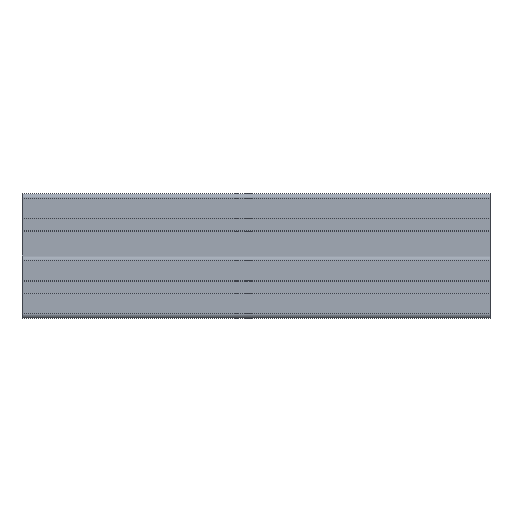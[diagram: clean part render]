
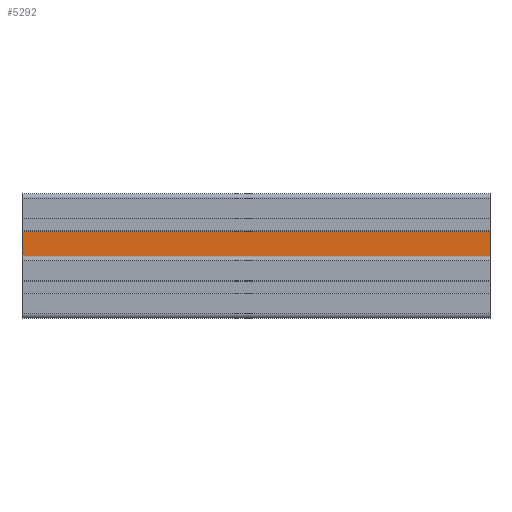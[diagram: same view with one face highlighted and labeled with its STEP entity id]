
A CAD part, left-side view. The second image highlights one B-rep face of the part: STEP entity #5292.
In plain terms, the highlighted face is planar.
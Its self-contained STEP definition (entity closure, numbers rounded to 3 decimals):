
#254 = VERTEX_POINT ( 'NONE', #3837 ) ;
#264 = VERTEX_POINT ( 'NONE', #3846 ) ;
#267 = VERTEX_POINT ( 'NONE', #3858 ) ;
#276 = VERTEX_POINT ( 'NONE', #3855 ) ;
#495 = LINE ( 'NONE', #510, #4924 ) ;
#510 = CARTESIAN_POINT ( 'NONE',  ( 0., 15.9, -300. ) ) ;
#519 = DIRECTION ( 'NONE',  ( 0., 0., 1. ) ) ;
#1461 = VECTOR ( 'NONE', #3473, 1000. ) ;
#1474 = VECTOR ( 'NONE', #4235, 1000. ) ;
#1533 = VECTOR ( 'NONE', #3567, 1000. ) ;
#1813 = EDGE_LOOP ( 'NONE', ( #3217, #3216, #3243, #3250 ) ) ;
#2100 = PLANE ( 'NONE',  #4712 ) ;
#2105 = CARTESIAN_POINT ( 'NONE',  ( 0., 0., -300. ) ) ;
#2110 = DIRECTION ( 'NONE',  ( 0., 1., 0. ) ) ;
#2111 = FACE_OUTER_BOUND ( 'NONE', #1813, .T. ) ;
#2112 = DIRECTION ( 'NONE',  ( 1., 0., 0. ) ) ;
#3216 = ORIENTED_EDGE ( 'NONE', *, *, #5690, .F. ) ;
#3217 = ORIENTED_EDGE ( 'NONE', *, *, #5722, .F. ) ;
#3243 = ORIENTED_EDGE ( 'NONE', *, *, #5662, .T. ) ;
#3250 = ORIENTED_EDGE ( 'NONE', *, *, #5653, .T. ) ;
#3466 = CARTESIAN_POINT ( 'NONE',  ( 0., 0., -300. ) ) ;
#3473 = DIRECTION ( 'NONE',  ( 0., 0., 1. ) ) ;
#3548 = LINE ( 'NONE', #3566, #1533 ) ;
#3566 = CARTESIAN_POINT ( 'NONE',  ( 0., 0., 0. ) ) ;
#3567 = DIRECTION ( 'NONE',  ( 0., 1., 0. ) ) ;
#3612 = LINE ( 'NONE', #3466, #1461 ) ;
#3837 = CARTESIAN_POINT ( 'NONE',  ( 0., 15.9, -300. ) ) ;
#3846 = CARTESIAN_POINT ( 'NONE',  ( 0., 15.9, 0. ) ) ;
#3855 = CARTESIAN_POINT ( 'NONE',  ( 0., 0., -300. ) ) ;
#3858 = CARTESIAN_POINT ( 'NONE',  ( 0., 0., 0. ) ) ;
#4235 = DIRECTION ( 'NONE',  ( 0., 1., 0. ) ) ;
#4236 = CARTESIAN_POINT ( 'NONE',  ( 0., 0., -300. ) ) ;
#4244 = LINE ( 'NONE', #4236, #1474 ) ;
#4712 = AXIS2_PLACEMENT_3D ( 'NONE', #2105, #2112, #2110 ) ;
#4924 = VECTOR ( 'NONE', #519, 1000. ) ;
#5292 = ADVANCED_FACE ( 'PLANAR_32', ( #2111 ), #2100, .T. ) ;
#5653 = EDGE_CURVE ( 'NONE', #254, #264, #495, .T. ) ;
#5662 = EDGE_CURVE ( 'NONE', #276, #254, #4244, .T. ) ;
#5690 = EDGE_CURVE ( 'NONE', #276, #267, #3612, .T. ) ;
#5722 = EDGE_CURVE ( 'NONE', #267, #264, #3548, .T. ) ;
